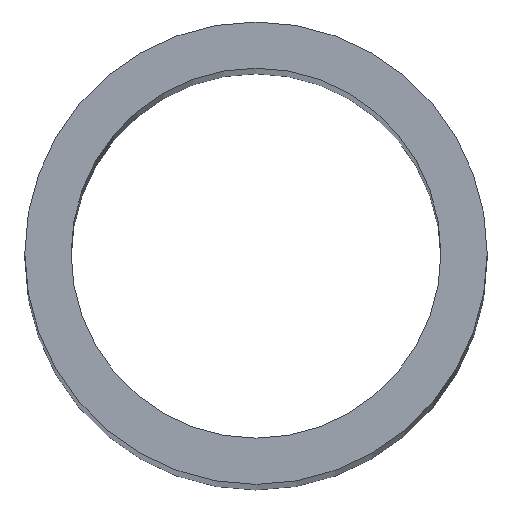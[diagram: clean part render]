
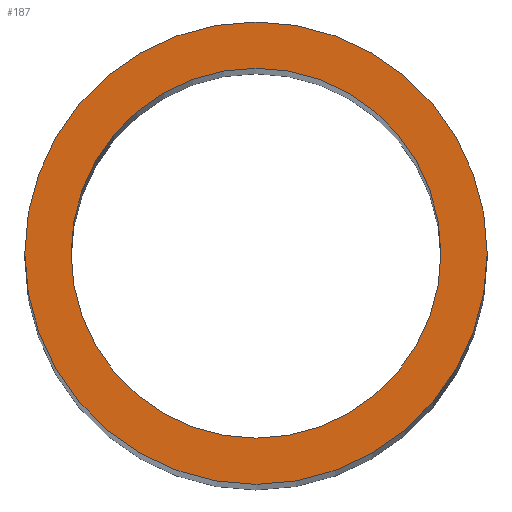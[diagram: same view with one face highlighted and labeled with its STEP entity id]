
A CAD part, top view. The second image highlights one B-rep face of the part: STEP entity #187.
In plain terms, the highlighted planar face has unit normal (0, 0, 1).
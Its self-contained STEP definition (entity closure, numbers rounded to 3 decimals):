
#2 = EDGE_CURVE ( 'NONE', #166, #125, #86, .T. ) ;
#6 = DIRECTION ( 'NONE',  ( 1., 0., 0. ) ) ;
#16 = EDGE_LOOP ( 'NONE', ( #180, #138 ) ) ;
#17 = DIRECTION ( 'NONE',  ( 0., 0., 1. ) ) ;
#22 = CARTESIAN_POINT ( 'NONE',  ( 0., 0., 69.5 ) ) ;
#23 = DIRECTION ( 'NONE',  ( 0., 0., 1. ) ) ;
#28 = VERTEX_POINT ( 'NONE', #84 ) ;
#33 = FACE_BOUND ( 'NONE', #16, .T. ) ;
#36 = PLANE ( 'NONE',  #114 ) ;
#40 = CARTESIAN_POINT ( 'NONE',  ( 0., 0., 69.5 ) ) ;
#46 = FACE_OUTER_BOUND ( 'NONE', #47, .T. ) ;
#47 = EDGE_LOOP ( 'NONE', ( #93, #156 ) ) ;
#48 = CARTESIAN_POINT ( 'NONE',  ( 4., 0., 69.5 ) ) ;
#52 = AXIS2_PLACEMENT_3D ( 'NONE', #40, #134, #192 ) ;
#57 = CIRCLE ( 'NONE', #52, 5. ) ;
#69 = DIRECTION ( 'NONE',  ( 0., 0., 1. ) ) ;
#70 = DIRECTION ( 'NONE',  ( 0., 0., 1. ) ) ;
#80 = EDGE_CURVE ( 'NONE', #91, #28, #82, .T. ) ;
#82 = CIRCLE ( 'NONE', #153, 5. ) ;
#84 = CARTESIAN_POINT ( 'NONE',  ( 5., 0., 69.5 ) ) ;
#86 = CIRCLE ( 'NONE', #188, 4. ) ;
#91 = VERTEX_POINT ( 'NONE', #118 ) ;
#92 = CARTESIAN_POINT ( 'NONE',  ( 0., 0., 69.5 ) ) ;
#93 = ORIENTED_EDGE ( 'NONE', *, *, #80, .T. ) ;
#114 = AXIS2_PLACEMENT_3D ( 'NONE', #92, #17, #198 ) ;
#115 = CIRCLE ( 'NONE', #145, 4. ) ;
#118 = CARTESIAN_POINT ( 'NONE',  ( -5., 0., 69.5 ) ) ;
#123 = EDGE_CURVE ( 'NONE', #125, #166, #115, .T. ) ;
#125 = VERTEX_POINT ( 'NONE', #191 ) ;
#132 = DIRECTION ( 'NONE',  ( 1., 0., 0. ) ) ;
#133 = EDGE_CURVE ( 'NONE', #28, #91, #57, .T. ) ;
#134 = DIRECTION ( 'NONE',  ( 0., 0., 1. ) ) ;
#138 = ORIENTED_EDGE ( 'NONE', *, *, #2, .F. ) ;
#145 = AXIS2_PLACEMENT_3D ( 'NONE', #22, #69, #132 ) ;
#147 = CARTESIAN_POINT ( 'NONE',  ( 0., 0., 69.5 ) ) ;
#153 = AXIS2_PLACEMENT_3D ( 'NONE', #147, #23, #6 ) ;
#156 = ORIENTED_EDGE ( 'NONE', *, *, #133, .T. ) ;
#166 = VERTEX_POINT ( 'NONE', #48 ) ;
#168 = CARTESIAN_POINT ( 'NONE',  ( 0., 0., 69.5 ) ) ;
#180 = ORIENTED_EDGE ( 'NONE', *, *, #123, .F. ) ;
#187 = ADVANCED_FACE ( 'NONE', ( #46, #33 ), #36, .T. ) ;
#188 = AXIS2_PLACEMENT_3D ( 'NONE', #168, #70, #190 ) ;
#190 = DIRECTION ( 'NONE',  ( 1., 0., 0. ) ) ;
#191 = CARTESIAN_POINT ( 'NONE',  ( -4., 0., 69.5 ) ) ;
#192 = DIRECTION ( 'NONE',  ( 1., 0., 0. ) ) ;
#198 = DIRECTION ( 'NONE',  ( 1., 0., 0. ) ) ;
